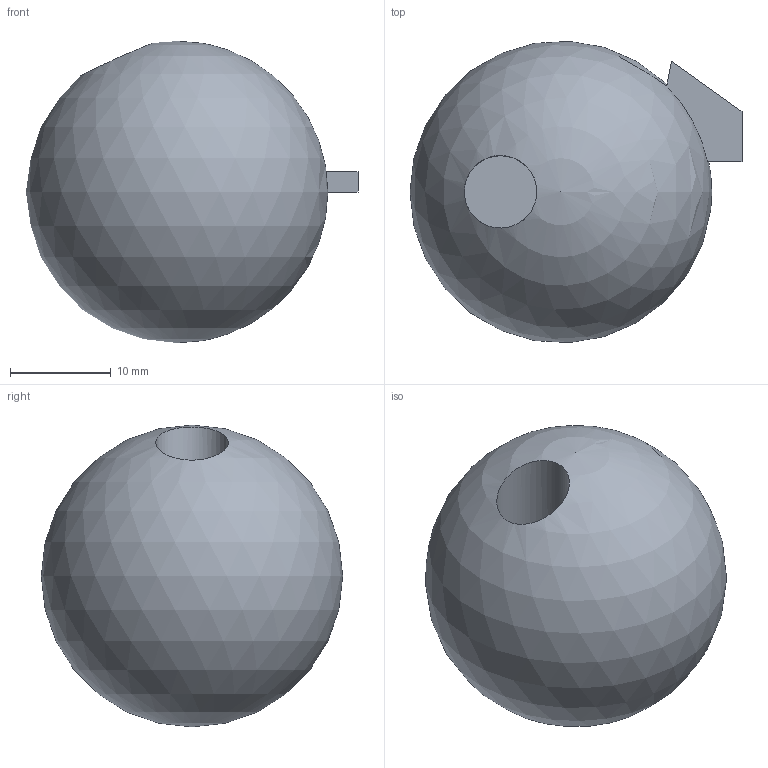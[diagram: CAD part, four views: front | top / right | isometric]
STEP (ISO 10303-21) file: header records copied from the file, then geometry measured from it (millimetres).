
FILE_DESCRIPTION(('Open CASCADE Model'),'2;1');
FILE_NAME('Open CASCADE Shape Model','2010-12-08T22:17:28',('Author'),( 'Open CASCADE'),'Open CASCADE STEP processor 6.3','Open CASCADE 6.3' ,'Unknown');
FILE_SCHEMA(('AUTOMOTIVE_DESIGN_CC2 { 1 2 10303 214 -1 1 5 4 }'));
Length unit declared in the file: millimetre
Products named in the file (1): Open CASCADE STEP translator 6.3 1
Bounding box: 33 x 29.95 x 30 mm (x, y, z)
Volume: 13660.9 mm3; surface area: 3218 mm2
Topology: 1 solids, 1 shells, 9 faces, 22 edges, 15 vertices
Faces by surface type: plane 7, sphere 1, cylinder 1
Full cylindrical faces by diameter (mm): 7.211 x1
Entity records: 894 total; most frequent: CARTESIAN_POINT 487, DIRECTION 73, LINE 39, VECTOR 39, ORIENTED_EDGE 38, PCURVE 38, DEFINITIONAL_REPRESENTATION 38, EDGE_CURVE 19
